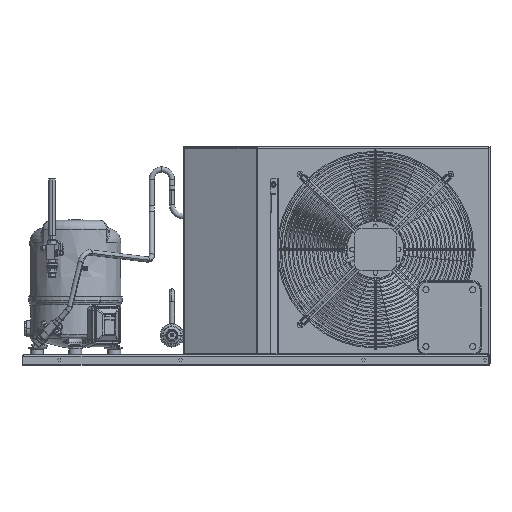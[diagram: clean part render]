
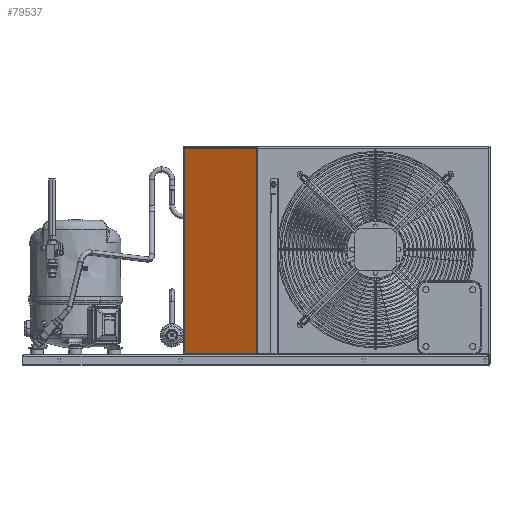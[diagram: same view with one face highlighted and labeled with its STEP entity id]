
A CAD part, top view. The second image highlights one B-rep face of the part: STEP entity #79537.
In plain terms, the highlighted face is planar.
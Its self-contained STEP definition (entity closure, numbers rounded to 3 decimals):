
#75265=DIRECTION('',(0.891,0.,0.454));
#75266=VECTOR('',#75265,198.578);
#75267=CARTESIAN_POINT('',(575.185,508.1,0.604));
#75268=LINE('',#75267,#75266);
#75303=CARTESIAN_POINT('',(575.185,508.85,0.604));
#75304=DIRECTION('',(-0.454,0.,0.891));
#75305=DIRECTION('',(-0.297,-0.943,-0.151));
#75306=AXIS2_PLACEMENT_3D('',#75303,#75304,#75305);
#75308=DIRECTION('',(0.,1.,0.));
#75309=VECTOR('',#75308,505.143);
#75310=CARTESIAN_POINT('',(574.963,3.,0.49));
#75311=LINE('',#75310,#75309);
#75312=CARTESIAN_POINT('',(752.12,508.85,90.756));
#75313=DIRECTION('',(0.454,0.,-0.891));
#75314=DIRECTION('',(0.42,-0.882,0.214));
#75315=AXIS2_PLACEMENT_3D('',#75312,#75313,#75314);
#75317=DIRECTION('',(-0.891,0.,-0.454));
#75318=VECTOR('',#75317,199.181);
#75319=CARTESIAN_POINT('',(752.434,3.,90.917));
#75320=LINE('',#75319,#75318);
#76056=DIRECTION('',(0.,1.,0.));
#76057=VECTOR('',#76056,505.188);
#76058=CARTESIAN_POINT('',(752.434,3.,90.917));
#76059=LINE('',#76058,#76057);
#77135=CARTESIAN_POINT('',(574.963,3.,0.49));
#77136=VERTEX_POINT('',#77135);
#77149=CARTESIAN_POINT('',(752.434,3.,90.917));
#77151=VERTEX_POINT('',#77149);
#77250=CARTESIAN_POINT('',(574.963,508.143,
0.49));
#77251=CARTESIAN_POINT('',(575.185,508.1,0.604));
#77252=VERTEX_POINT('',#77250);
#77253=VERTEX_POINT('',#77251);
#77264=CARTESIAN_POINT('',(752.434,508.188,90.917));
#77265=CARTESIAN_POINT('',(752.12,508.1,90.756));
#77266=VERTEX_POINT('',#77264);
#77267=VERTEX_POINT('',#77265);
#79521=CARTESIAN_POINT('',(574.963,0.,0.49));
#79522=DIRECTION('',(-0.454,0.,0.891));
#79523=DIRECTION('',(0.891,0.,0.454));
#79524=AXIS2_PLACEMENT_3D('',#79521,#79522,#79523);
#79525=PLANE('',#79524);
#79526=ORIENTED_EDGE('',*,*,#79505,.F.);
#79527=ORIENTED_EDGE('',*,*,#79456,.F.);
#79528=ORIENTED_EDGE('',*,*,#79421,.F.);
#79530=ORIENTED_EDGE('',*,*,#79529,.F.);
#79532=ORIENTED_EDGE('',*,*,#79531,.T.);
#79534=ORIENTED_EDGE('',*,*,#79533,.T.);
#79535=EDGE_LOOP('',(#79526,#79527,#79528,#79530,#79532,#79534));
#79536=FACE_OUTER_BOUND('',#79535,.F.);
#79537=ADVANCED_FACE('',(#79536),#79525,.F.);
#75307=CIRCLE('',#75306,0.75);
#75316=CIRCLE('',#75315,0.75);
#79421=EDGE_CURVE('',#77136,#77252,#75311,.T.);
#79456=EDGE_CURVE('',#77252,#77253,#75307,.T.);
#79505=EDGE_CURVE('',#77253,#77267,#75268,.T.);
#79529=EDGE_CURVE('',#77151,#77136,#75320,.T.);
#79531=EDGE_CURVE('',#77151,#77266,#76059,.T.);
#79533=EDGE_CURVE('',#77266,#77267,#75316,.T.);
